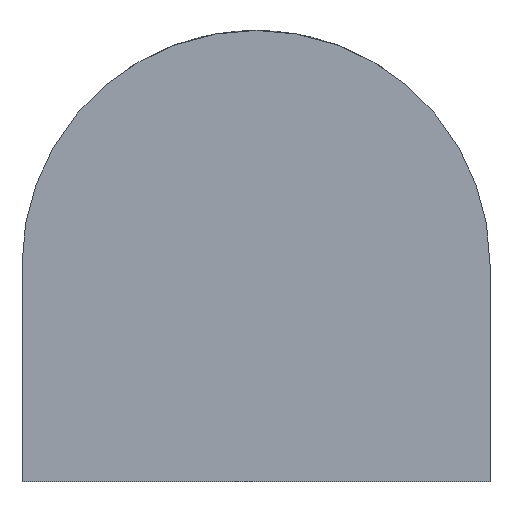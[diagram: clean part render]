
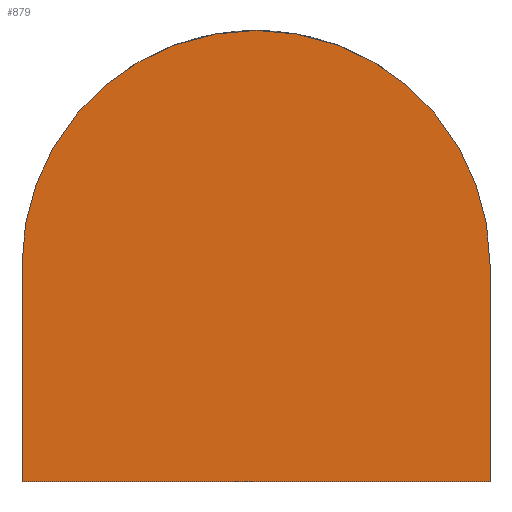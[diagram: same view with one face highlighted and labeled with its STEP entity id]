
A CAD part, front view. The second image highlights one B-rep face of the part: STEP entity #879.
In plain terms, the highlighted planar face has unit normal (0, -1, 0).
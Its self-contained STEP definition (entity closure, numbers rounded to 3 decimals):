
#67=PLANE('',#952);
#116=FACE_OUTER_BOUND('',#173,.T.);
#173=EDGE_LOOP('',(#823,#824,#825,#826));
#236=LINE('',#1330,#343);
#275=LINE('',#1410,#382);
#278=LINE('',#1416,#385);
#343=VECTOR('',#1091,10.);
#382=VECTOR('',#1162,10.);
#385=VECTOR('',#1167,10.);
#396=CIRCLE('',#949,11.1);
#446=VERTEX_POINT('',#1327);
#447=VERTEX_POINT('',#1329);
#472=VERTEX_POINT('',#1409);
#474=VERTEX_POINT('',#1415);
#546=EDGE_CURVE('',#447,#446,#236,.T.);
#585=EDGE_CURVE('',#472,#447,#275,.T.);
#588=EDGE_CURVE('',#446,#474,#278,.T.);
#591=EDGE_CURVE('',#472,#474,#396,.T.);
#823=ORIENTED_EDGE('',*,*,#591,.F.);
#824=ORIENTED_EDGE('',*,*,#585,.T.);
#825=ORIENTED_EDGE('',*,*,#546,.T.);
#826=ORIENTED_EDGE('',*,*,#588,.T.);
#879=ADVANCED_FACE('',(#116),#67,.F.);
#949=AXIS2_PLACEMENT_3D('',#1421,#1172,#1173);
#952=AXIS2_PLACEMENT_3D('',#1424,#1178,#1179);
#1091=DIRECTION('',(1.,0.,0.));
#1162=DIRECTION('',(0.,0.,-1.));
#1167=DIRECTION('',(0.,0.,1.));
#1172=DIRECTION('center_axis',(0.,1.,0.));
#1173=DIRECTION('ref_axis',(-0.373,0.,-0.928));
#1178=DIRECTION('center_axis',(0.,1.,0.));
#1179=DIRECTION('ref_axis',(1.,0.,0.));
#1327=CARTESIAN_POINT('',(11.1,0.,0.));
#1329=CARTESIAN_POINT('',(-11.1,0.,0.));
#1330=CARTESIAN_POINT('',(-11.1,0.,0.));
#1409=CARTESIAN_POINT('',(-11.1,0.,10.3));
#1410=CARTESIAN_POINT('',(-11.1,0.,10.3));
#1415=CARTESIAN_POINT('',(11.1,0.,10.3));
#1416=CARTESIAN_POINT('',(11.1,0.,0.));
#1421=CARTESIAN_POINT('Origin',(0.,0.,10.3));
#1424=CARTESIAN_POINT('Origin',(0.,0.,10.7));
